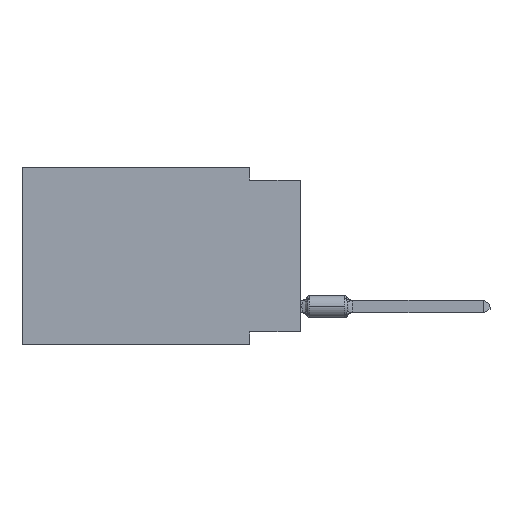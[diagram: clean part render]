
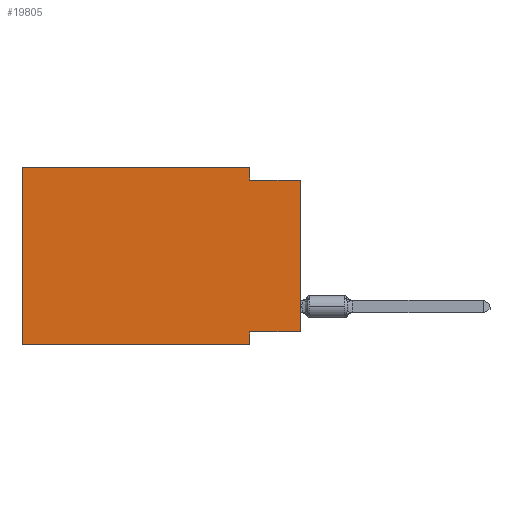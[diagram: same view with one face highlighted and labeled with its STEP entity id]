
A CAD part, left-side view. The second image highlights one B-rep face of the part: STEP entity #19805.
In plain terms, the highlighted planar face has unit normal (-1, 0, 0).
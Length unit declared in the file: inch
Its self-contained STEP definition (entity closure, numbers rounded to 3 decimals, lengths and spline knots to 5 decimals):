
#50 = CARTESIAN_POINT ( 'NONE',  ( 0., 0., 0. ) ) ;
#94 = AXIS2_PLACEMENT_3D ( 'NONE', #377, #11684, #1997 ) ;
#96 = VECTOR ( 'NONE', #13793, 39.37008 ) ;
#332 = CARTESIAN_POINT ( 'NONE',  ( 0., 0.55, 0. ) ) ;
#377 = CARTESIAN_POINT ( 'NONE',  ( 0., 0.55, 0. ) ) ;
#1177 = ORIENTED_EDGE ( 'NONE', *, *, #2999, .F. ) ;
#1220 = CARTESIAN_POINT ( 'NONE',  ( 0., 0., -0.325 ) ) ;
#1693 = EDGE_CURVE ( 'NONE', #19861, #3407, #16664, .T. ) ;
#1882 = VERTEX_POINT ( 'NONE', #8129 ) ;
#1997 = DIRECTION ( 'NONE',  ( 0., 0., -1. ) ) ;
#2623 = VECTOR ( 'NONE', #3212, 39.37008 ) ;
#2918 = VERTEX_POINT ( 'NONE', #332 ) ;
#2999 = EDGE_CURVE ( 'NONE', #16834, #16811, #4541, .T. ) ;
#3212 = DIRECTION ( 'NONE',  ( 0., 1., 0. ) ) ;
#3407 = VERTEX_POINT ( 'NONE', #20843 ) ;
#4045 = VECTOR ( 'NONE', #13458, 39.37008 ) ;
#4431 = CARTESIAN_POINT ( 'NONE',  ( 0., 0.1, 0. ) ) ;
#4541 = LINE ( 'NONE', #18212, #4045 ) ;
#6322 = VECTOR ( 'NONE', #7938, 39.37008 ) ;
#6573 = LINE ( 'NONE', #50, #15635 ) ;
#6845 = CARTESIAN_POINT ( 'NONE',  ( 0., 0.55, -0.35 ) ) ;
#7228 = FACE_OUTER_BOUND ( 'NONE', #13816, .T. ) ;
#7631 = ORIENTED_EDGE ( 'NONE', *, *, #15365, .F. ) ;
#7938 = DIRECTION ( 'NONE',  ( 0., -1., 0. ) ) ;
#8129 = CARTESIAN_POINT ( 'NONE',  ( 0., 0.55, -0.35 ) ) ;
#8450 = PLANE ( 'NONE',  #94 ) ;
#8845 = CARTESIAN_POINT ( 'NONE',  ( 0., 0., -0.025 ) ) ;
#9146 = CARTESIAN_POINT ( 'NONE',  ( 0., 0.1, -0.35 ) ) ;
#9921 = CARTESIAN_POINT ( 'NONE',  ( 0., 0., -0.025 ) ) ;
#9958 = ORIENTED_EDGE ( 'NONE', *, *, #1693, .F. ) ;
#10714 = LINE ( 'NONE', #14494, #2623 ) ;
#11346 = EDGE_CURVE ( 'NONE', #12843, #11604, #6573, .T. ) ;
#11604 = VERTEX_POINT ( 'NONE', #8845 ) ;
#11684 = DIRECTION ( 'NONE',  ( 1., 0., 0. ) ) ;
#11825 = CARTESIAN_POINT ( 'NONE',  ( 0., 0.1, -0.325 ) ) ;
#12160 = EDGE_CURVE ( 'NONE', #12843, #19861, #10714, .T. ) ;
#12448 = EDGE_CURVE ( 'NONE', #2918, #16834, #19131, .T. ) ;
#12459 = ORIENTED_EDGE ( 'NONE', *, *, #11346, .T. ) ;
#12843 = VERTEX_POINT ( 'NONE', #1220 ) ;
#12977 = DIRECTION ( 'NONE',  ( 0., 0., 1. ) ) ;
#12982 = LINE ( 'NONE', #16925, #96 ) ;
#13458 = DIRECTION ( 'NONE',  ( 0., 0., -1. ) ) ;
#13793 = DIRECTION ( 'NONE',  ( 0., 0., 1. ) ) ;
#13816 = EDGE_LOOP ( 'NONE', ( #12459, #19714, #1177, #19002, #7631, #19125, #9958, #19150 ) ) ;
#14494 = CARTESIAN_POINT ( 'NONE',  ( 0., 0., -0.325 ) ) ;
#14731 = DIRECTION ( 'NONE',  ( 0., -1., 0. ) ) ;
#14857 = DIRECTION ( 'NONE',  ( 0., -1., 0. ) ) ;
#15365 = EDGE_CURVE ( 'NONE', #1882, #2918, #12982, .T. ) ;
#15610 = CARTESIAN_POINT ( 'NONE',  ( 0., 0.1, -0.025 ) ) ;
#15635 = VECTOR ( 'NONE', #12977, 39.37008 ) ;
#16431 = LINE ( 'NONE', #6845, #19718 ) ;
#16502 = EDGE_CURVE ( 'NONE', #1882, #3407, #16431, .T. ) ;
#16664 = LINE ( 'NONE', #9146, #17134 ) ;
#16811 = VERTEX_POINT ( 'NONE', #15610 ) ;
#16834 = VERTEX_POINT ( 'NONE', #4431 ) ;
#16925 = CARTESIAN_POINT ( 'NONE',  ( 0., 0.55, 0. ) ) ;
#17134 = VECTOR ( 'NONE', #20344, 39.37008 ) ;
#17696 = EDGE_CURVE ( 'NONE', #16811, #11604, #18903, .T. ) ;
#18212 = CARTESIAN_POINT ( 'NONE',  ( 0., 0.1, 0. ) ) ;
#18397 = VECTOR ( 'NONE', #14731, 39.37008 ) ;
#18903 = LINE ( 'NONE', #9921, #18397 ) ;
#19002 = ORIENTED_EDGE ( 'NONE', *, *, #12448, .F. ) ;
#19087 = CARTESIAN_POINT ( 'NONE',  ( 0., 0.55, 0. ) ) ;
#19125 = ORIENTED_EDGE ( 'NONE', *, *, #16502, .T. ) ;
#19131 = LINE ( 'NONE', #19087, #6322 ) ;
#19150 = ORIENTED_EDGE ( 'NONE', *, *, #12160, .F. ) ;
#19714 = ORIENTED_EDGE ( 'NONE', *, *, #17696, .F. ) ;
#19718 = VECTOR ( 'NONE', #14857, 39.37008 ) ;
#19805 = ADVANCED_FACE ( 'NONE', ( #7228 ), #8450, .F. ) ;
#19861 = VERTEX_POINT ( 'NONE', #11825 ) ;
#20344 = DIRECTION ( 'NONE',  ( 0., 0., -1. ) ) ;
#20843 = CARTESIAN_POINT ( 'NONE',  ( 0., 0.1, -0.35 ) ) ;
